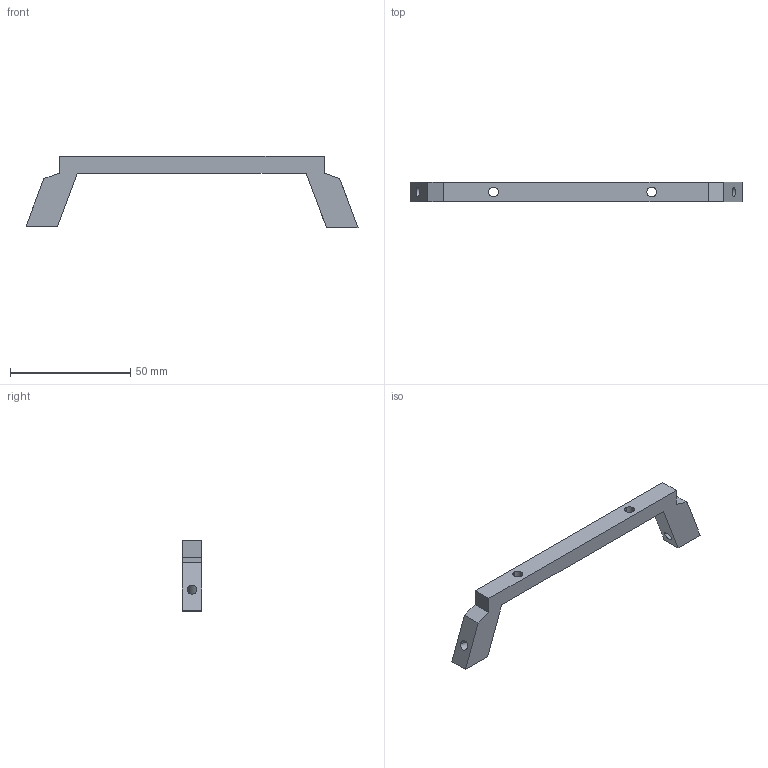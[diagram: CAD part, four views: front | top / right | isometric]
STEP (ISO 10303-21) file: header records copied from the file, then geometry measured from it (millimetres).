
FILE_DESCRIPTION((''),'2;1');
FILE_NAME('SUPORT_PANTALLA_NOVA','2025-05-30T23:42:32',('marti'),(''),'CREO PARAMETRIC BY PTC INC, 2024063','CREO PARAMETRIC BY PTC INC, 2024063','');
FILE_SCHEMA(('CONFIG_CONTROL_DESIGN'));
Length unit declared in the file: millimetre
Products named in the file (1): SUPORT_PANTALLA_NOVA
Bounding box: 137.85 x 8 x 29.77 mm (x, y, z)
Volume: 10260.8 mm3; surface area: 5866.4 mm2
Topology: 1 solids, 1 shells, 22 faces, 60 edges, 40 vertices
Faces by surface type: plane 14, cylinder 8
Entity records: 754 total; most frequent: CARTESIAN_POINT 122, DIRECTION 120, ORIENTED_EDGE 120, EDGE_CURVE 60, VECTOR 44, LINE 44, VERTEX_POINT 40, AXIS2_PLACEMENT_3D 38
